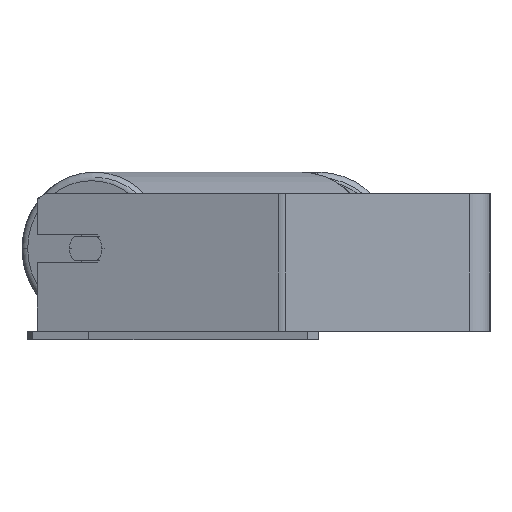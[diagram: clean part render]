
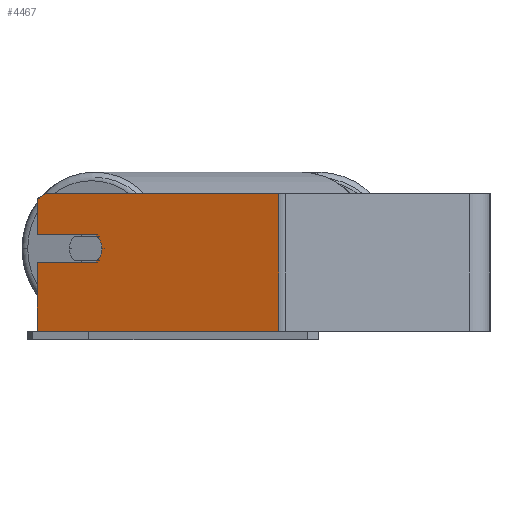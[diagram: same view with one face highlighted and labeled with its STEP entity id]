
A CAD part, left-side view. The second image highlights one B-rep face of the part: STEP entity #4467.
In plain terms, the highlighted planar face has unit normal (-0.94, 0.342, 0).
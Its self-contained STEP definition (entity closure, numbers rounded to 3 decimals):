
#130 = DIRECTION ( 'NONE',  ( -0.342, -0.94, 0. ) ) ;
#412 = LINE ( 'NONE', #8789, #7223 ) ;
#417 = LINE ( 'NONE', #5257, #6703 ) ;
#595 = ORIENTED_EDGE ( 'NONE', *, *, #8845, .F. ) ;
#619 = LINE ( 'NONE', #3406, #2989 ) ;
#841 = EDGE_LOOP ( 'NONE', ( #5705, #3927, #5493, #2478, #3644, #595, #2253, #1915, #1536, #4006 ) ) ;
#874 = EDGE_CURVE ( 'NONE', #1331, #7511, #412, .T. ) ;
#985 = AXIS2_PLACEMENT_3D ( 'NONE', #1731, #6615, #2589 ) ;
#1071 = CARTESIAN_POINT ( 'NONE',  ( -553.204, 263.18, 37.113 ) ) ;
#1074 = VERTEX_POINT ( 'NONE', #2400 ) ;
#1175 = DIRECTION ( 'NONE',  ( 0.342, 0.94, 0. ) ) ;
#1189 = DIRECTION ( 'NONE',  ( 0., 0., -1. ) ) ;
#1196 = VERTEX_POINT ( 'NONE', #6928 ) ;
#1244 = EDGE_CURVE ( 'NONE', #6415, #7553, #619, .T. ) ;
#1318 = VECTOR ( 'NONE', #4846, 1000. ) ;
#1320 = DIRECTION ( 'NONE',  ( 0.94, -0.342, 0. ) ) ;
#1331 = VERTEX_POINT ( 'NONE', #3587 ) ;
#1435 = DIRECTION ( 'NONE',  ( 0., 0., -1. ) ) ;
#1536 = ORIENTED_EDGE ( 'NONE', *, *, #1244, .T. ) ;
#1731 = CARTESIAN_POINT ( 'NONE',  ( -563.464, 234.989, 8. ) ) ;
#1769 = CIRCLE ( 'NONE', #6876, 10. ) ;
#1915 = ORIENTED_EDGE ( 'NONE', *, *, #2818, .T. ) ;
#1935 = CARTESIAN_POINT ( 'NONE',  ( -553.204, 263.18, 40. ) ) ;
#2015 = CARTESIAN_POINT ( 'NONE',  ( -565.516, 229.351, 0. ) ) ;
#2077 = DIRECTION ( 'NONE',  ( -0.342, -0.94, 0. ) ) ;
#2107 = CARTESIAN_POINT ( 'NONE',  ( -566.884, 225.592, 8. ) ) ;
#2156 = CIRCLE ( 'NONE', #985, 10. ) ;
#2253 = ORIENTED_EDGE ( 'NONE', *, *, #8249, .F. ) ;
#2294 = EDGE_CURVE ( 'NONE', #6271, #8424, #7453, .T. ) ;
#2322 = DIRECTION ( 'NONE',  ( 0., 0., -1. ) ) ;
#2400 = CARTESIAN_POINT ( 'NONE',  ( -553.204, 263.18, 0. ) ) ;
#2478 = ORIENTED_EDGE ( 'NONE', *, *, #2294, .F. ) ;
#2589 = DIRECTION ( 'NONE',  ( -0.342, -0.94, 0. ) ) ;
#2595 = AXIS2_PLACEMENT_3D ( 'NONE', #7735, #1320, #6900 ) ;
#2818 = EDGE_CURVE ( 'NONE', #1074, #6415, #8900, .T. ) ;
#2989 = VECTOR ( 'NONE', #2077, 1000. ) ;
#3156 = VERTEX_POINT ( 'NONE', #2107 ) ;
#3321 = CARTESIAN_POINT ( 'NONE',  ( -565.516, 229.351, 16. ) ) ;
#3379 = FACE_OUTER_BOUND ( 'NONE', #841, .T. ) ;
#3406 = CARTESIAN_POINT ( 'NONE',  ( -553.204, 263.18, -40. ) ) ;
#3524 = VECTOR ( 'NONE', #2322, 1000. ) ;
#3587 = CARTESIAN_POINT ( 'NONE',  ( -554.914, 258.481, 40. ) ) ;
#3591 = VECTOR ( 'NONE', #1435, 1000. ) ;
#3603 = CARTESIAN_POINT ( 'NONE',  ( -563.464, 234.989, 8. ) ) ;
#3644 = ORIENTED_EDGE ( 'NONE', *, *, #5952, .F. ) ;
#3737 = CARTESIAN_POINT ( 'NONE',  ( -553.204, 263.18, 40. ) ) ;
#3927 = ORIENTED_EDGE ( 'NONE', *, *, #874, .T. ) ;
#4006 = ORIENTED_EDGE ( 'NONE', *, *, #5536, .F. ) ;
#4242 = CARTESIAN_POINT ( 'NONE',  ( -604.276, 122.859, 40. ) ) ;
#4412 = CARTESIAN_POINT ( 'NONE',  ( -565.516, 229.351, 16. ) ) ;
#4467 = ADVANCED_FACE ( 'NONE', ( #3379 ), #4921, .F. ) ;
#4502 = CARTESIAN_POINT ( 'NONE',  ( -604.276, 122.859, -40. ) ) ;
#4689 = DIRECTION ( 'NONE',  ( 0.296, 0.814, -0.5 ) ) ;
#4846 = DIRECTION ( 'NONE',  ( -0.342, -0.94, 0. ) ) ;
#4921 = PLANE ( 'NONE',  #2595 ) ;
#5257 = CARTESIAN_POINT ( 'NONE',  ( -604.276, 122.859, 40. ) ) ;
#5493 = ORIENTED_EDGE ( 'NONE', *, *, #8753, .T. ) ;
#5536 = EDGE_CURVE ( 'NONE', #5712, #7553, #417, .T. ) ;
#5705 = ORIENTED_EDGE ( 'NONE', *, *, #6399, .F. ) ;
#5712 = VERTEX_POINT ( 'NONE', #4242 ) ;
#5952 = EDGE_CURVE ( 'NONE', #3156, #6271, #2156, .T. ) ;
#6271 = VERTEX_POINT ( 'NONE', #4412 ) ;
#6273 = LINE ( 'NONE', #2015, #1318 ) ;
#6394 = DIRECTION ( 'NONE',  ( -0.94, 0.342, 0. ) ) ;
#6399 = EDGE_CURVE ( 'NONE', #1331, #5712, #6650, .T. ) ;
#6415 = VERTEX_POINT ( 'NONE', #8176 ) ;
#6510 = VECTOR ( 'NONE', #1175, 1000. ) ;
#6565 = DIRECTION ( 'NONE',  ( -0.342, -0.94, 0. ) ) ;
#6615 = DIRECTION ( 'NONE',  ( -0.94, 0.342, 0. ) ) ;
#6650 = LINE ( 'NONE', #6701, #8453 ) ;
#6701 = CARTESIAN_POINT ( 'NONE',  ( -553.204, 263.18, 40. ) ) ;
#6703 = VECTOR ( 'NONE', #1189, 1000. ) ;
#6876 = AXIS2_PLACEMENT_3D ( 'NONE', #3603, #6394, #130 ) ;
#6900 = DIRECTION ( 'NONE',  ( 0.342, 0.94, 0. ) ) ;
#6928 = CARTESIAN_POINT ( 'NONE',  ( -565.516, 229.351, 0. ) ) ;
#7223 = VECTOR ( 'NONE', #4689, 1000. ) ;
#7453 = LINE ( 'NONE', #3321, #6510 ) ;
#7511 = VERTEX_POINT ( 'NONE', #1071 ) ;
#7553 = VERTEX_POINT ( 'NONE', #4502 ) ;
#7735 = CARTESIAN_POINT ( 'NONE',  ( -553.204, 263.18, 40. ) ) ;
#7963 = CARTESIAN_POINT ( 'NONE',  ( -553.204, 263.18, 16. ) ) ;
#8176 = CARTESIAN_POINT ( 'NONE',  ( -553.204, 263.18, -40. ) ) ;
#8249 = EDGE_CURVE ( 'NONE', #1074, #1196, #6273, .T. ) ;
#8424 = VERTEX_POINT ( 'NONE', #7963 ) ;
#8453 = VECTOR ( 'NONE', #6565, 1000. ) ;
#8552 = LINE ( 'NONE', #3737, #3524 ) ;
#8753 = EDGE_CURVE ( 'NONE', #7511, #8424, #8552, .T. ) ;
#8789 = CARTESIAN_POINT ( 'NONE',  ( -553.204, 263.18, 37.113 ) ) ;
#8845 = EDGE_CURVE ( 'NONE', #1196, #3156, #1769, .T. ) ;
#8900 = LINE ( 'NONE', #1935, #3591 ) ;
